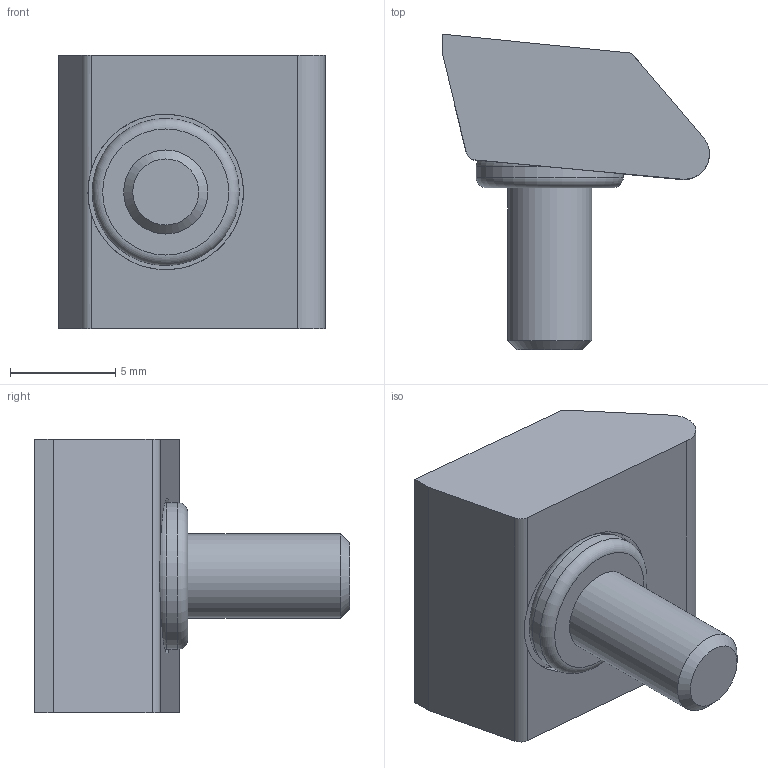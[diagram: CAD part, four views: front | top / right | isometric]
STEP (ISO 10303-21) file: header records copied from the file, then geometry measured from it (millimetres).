
FILE_DESCRIPTION( ( 'STEP AP214' ), '1' );
FILE_NAME( 'K0030.313.stp', '2020-11-24T15:09:06', ( '' ), ( '' ), ' ', 'PARTsolutions', ' ' );
FILE_SCHEMA( ( 'AUTOMOTIVE_DESIGN { 1 0 10303 214 1 1 1 1 }' ) );
Length unit declared in the file: millimetre
Products named in the file (1): _K0030.313
Bounding box: 12.7 x 15 x 13 mm (x, y, z)
Volume: 833.7 mm3; surface area: 909.8 mm2
Topology: 1 solids, 2 shells, 39 faces, 90 edges, 59 vertices
Faces by surface type: plane 25, cylinder 10, torus 2, cone 1, bspline 1
Full cylindrical faces by diameter (mm): 4 x2, 7 x1, 7.4 x1
Entity records: 1418 total; most frequent: CARTESIAN_POINT 215, DIRECTION 185, ORIENTED_EDGE 162, EDGE_CURVE 81, AXIS2_PLACEMENT_3D 66, VERTEX_POINT 58, EDGE_LOOP 53, LINE 53
